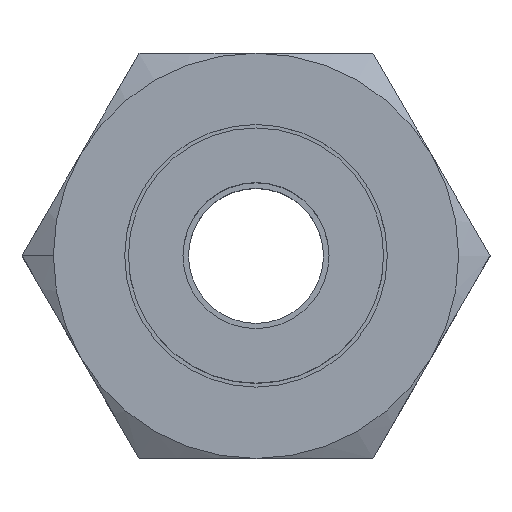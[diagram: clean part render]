
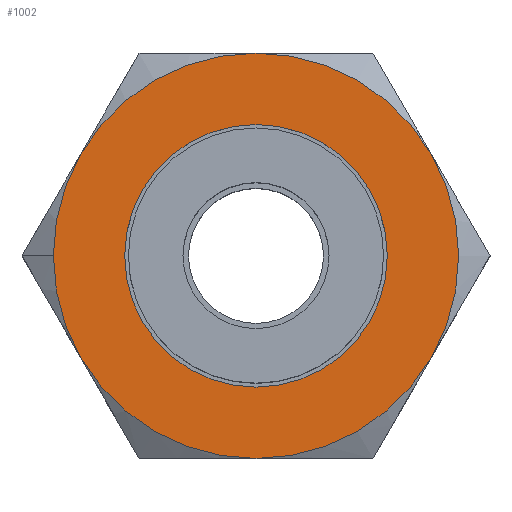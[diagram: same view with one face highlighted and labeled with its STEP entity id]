
A CAD part, top view. The second image highlights one B-rep face of the part: STEP entity #1002.
In plain terms, the highlighted planar face has unit normal (0, 0, 1).
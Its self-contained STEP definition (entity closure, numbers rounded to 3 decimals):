
#2 = CARTESIAN_POINT ( 'NONE',  ( -11.691, -6.75, 6.75 ) ) ;
#3 = CARTESIAN_POINT ( 'NONE',  ( -13.5, 0., 6.75 ) ) ;
#25 = CARTESIAN_POINT ( 'NONE',  ( 0., 0., 6.75 ) ) ;
#28 = DIRECTION ( 'NONE',  ( 1., 0., 0. ) ) ;
#29 = DIRECTION ( 'NONE',  ( 0., 0., 1. ) ) ;
#30 = AXIS2_PLACEMENT_3D ( 'NONE', #25, #29, #28 ) ;
#31 = CIRCLE ( 'NONE', #30, 13.5 ) ;
#759 = EDGE_CURVE ( 'NONE', #826, #760, #1532, .T. ) ;
#760 = VERTEX_POINT ( 'NONE', #1527 ) ;
#826 = VERTEX_POINT ( 'NONE', #1436 ) ;
#909 = EDGE_CURVE ( 'NONE', #910, #1014, #1755, .T. ) ;
#910 = VERTEX_POINT ( 'NONE', #1788 ) ;
#913 = ORIENTED_EDGE ( 'NONE', *, *, #1001, .F. ) ;
#914 = ORIENTED_EDGE ( 'NONE', *, *, #759, .F. ) ;
#915 = EDGE_LOOP ( 'NONE', ( #916, #917, #918, #932, #933, #934, #935 ) ) ;
#916 = ORIENTED_EDGE ( 'NONE', *, *, #964, .T. ) ;
#917 = ORIENTED_EDGE ( 'NONE', *, *, #1043, .T. ) ;
#918 = ORIENTED_EDGE ( 'NONE', *, *, #909, .T. ) ;
#932 = ORIENTED_EDGE ( 'NONE', *, *, #1029, .T. ) ;
#933 = ORIENTED_EDGE ( 'NONE', *, *, #956, .T. ) ;
#934 = ORIENTED_EDGE ( 'NONE', *, *, #1088, .T. ) ;
#935 = ORIENTED_EDGE ( 'NONE', *, *, #971, .T. ) ;
#956 = EDGE_CURVE ( 'NONE', #1015, #957, #2147, .T. ) ;
#957 = VERTEX_POINT ( 'NONE', #2144 ) ;
#962 = VERTEX_POINT ( 'NONE', #2129 ) ;
#964 = EDGE_CURVE ( 'NONE', #976, #962, #2127, .T. ) ;
#971 = EDGE_CURVE ( 'NONE', #972, #976, #2105, .T. ) ;
#972 = VERTEX_POINT ( 'NONE', #2157 ) ;
#976 = VERTEX_POINT ( 'NONE', #2159 ) ;
#1001 = EDGE_CURVE ( 'NONE', #760, #826, #2230, .T. ) ;
#1002 = ADVANCED_FACE ( 'NONE', ( #2225, #2224 ), #2223, .F. ) ;
#1003 = EDGE_LOOP ( 'NONE', ( #913, #914 ) ) ;
#1014 = VERTEX_POINT ( 'NONE', #3 ) ;
#1015 = VERTEX_POINT ( 'NONE', #2 ) ;
#1029 = EDGE_CURVE ( 'NONE', #1014, #1015, #31, .T. ) ;
#1043 = EDGE_CURVE ( 'NONE', #962, #910, #1878, .T. ) ;
#1088 = EDGE_CURVE ( 'NONE', #957, #972, #1947, .T. ) ;
#1436 = CARTESIAN_POINT ( 'NONE',  ( -8.75, 0., 6.75 ) ) ;
#1527 = CARTESIAN_POINT ( 'NONE',  ( 8.75, 0., 6.75 ) ) ;
#1528 = DIRECTION ( 'NONE',  ( 1., 0., 0. ) ) ;
#1529 = DIRECTION ( 'NONE',  ( 0., 0., 1. ) ) ;
#1530 = CARTESIAN_POINT ( 'NONE',  ( 0., 0., 6.75 ) ) ;
#1531 = AXIS2_PLACEMENT_3D ( 'NONE', #1530, #1529, #1528 ) ;
#1532 = CIRCLE ( 'NONE', #1531, 8.75 ) ;
#1751 = DIRECTION ( 'NONE',  ( 1., 0., 0. ) ) ;
#1752 = DIRECTION ( 'NONE',  ( 0., 0., 1. ) ) ;
#1753 = CARTESIAN_POINT ( 'NONE',  ( 0., 0., 6.75 ) ) ;
#1754 = AXIS2_PLACEMENT_3D ( 'NONE', #1753, #1752, #1751 ) ;
#1755 = CIRCLE ( 'NONE', #1754, 13.5 ) ;
#1788 = CARTESIAN_POINT ( 'NONE',  ( -11.691, 6.75, 6.75 ) ) ;
#1877 = AXIS2_PLACEMENT_3D ( 'NONE', #1893, #1892, #1891 ) ;
#1878 = CIRCLE ( 'NONE', #1877, 13.5 ) ;
#1891 = DIRECTION ( 'NONE',  ( 1., 0., 0. ) ) ;
#1892 = DIRECTION ( 'NONE',  ( 0., 0., 1. ) ) ;
#1893 = CARTESIAN_POINT ( 'NONE',  ( 0., 0., 6.75 ) ) ;
#1947 = CIRCLE ( 'NONE', #1961, 13.5 ) ;
#1958 = DIRECTION ( 'NONE',  ( 1., 0., 0. ) ) ;
#1959 = DIRECTION ( 'NONE',  ( 0., 0., 1. ) ) ;
#1960 = CARTESIAN_POINT ( 'NONE',  ( 0., 0., 6.75 ) ) ;
#1961 = AXIS2_PLACEMENT_3D ( 'NONE', #1960, #1959, #1958 ) ;
#2094 = DIRECTION ( 'NONE',  ( 1., 0., 0. ) ) ;
#2095 = DIRECTION ( 'NONE',  ( 0., 0., 1. ) ) ;
#2096 = CARTESIAN_POINT ( 'NONE',  ( 0., 0., 6.75 ) ) ;
#2105 = CIRCLE ( 'NONE', #2108, 13.5 ) ;
#2108 = AXIS2_PLACEMENT_3D ( 'NONE', #2096, #2095, #2094 ) ;
#2115 = DIRECTION ( 'NONE',  ( 1., 0., 0. ) ) ;
#2116 = DIRECTION ( 'NONE',  ( 0., 0., 1. ) ) ;
#2118 = AXIS2_PLACEMENT_3D ( 'NONE', #2133, #2116, #2115 ) ;
#2127 = CIRCLE ( 'NONE', #2118, 13.5 ) ;
#2129 = CARTESIAN_POINT ( 'NONE',  ( 0., 13.5, 6.75 ) ) ;
#2133 = CARTESIAN_POINT ( 'NONE',  ( 0., 0., 6.75 ) ) ;
#2140 = DIRECTION ( 'NONE',  ( 1., 0., 0. ) ) ;
#2141 = DIRECTION ( 'NONE',  ( 0., 0., 1. ) ) ;
#2142 = CARTESIAN_POINT ( 'NONE',  ( 0., 0., 6.75 ) ) ;
#2143 = AXIS2_PLACEMENT_3D ( 'NONE', #2142, #2141, #2140 ) ;
#2144 = CARTESIAN_POINT ( 'NONE',  ( 0., -13.5, 6.75 ) ) ;
#2147 = CIRCLE ( 'NONE', #2143, 13.5 ) ;
#2157 = CARTESIAN_POINT ( 'NONE',  ( 11.691, -6.75, 6.75 ) ) ;
#2159 = CARTESIAN_POINT ( 'NONE',  ( 11.691, 6.75, 6.75 ) ) ;
#2218 = DIRECTION ( 'NONE',  ( -1., 0., 0. ) ) ;
#2219 = DIRECTION ( 'NONE',  ( 0., 0., -1. ) ) ;
#2220 = AXIS2_PLACEMENT_3D ( 'NONE', #2222, #2219, #2218 ) ;
#2222 = CARTESIAN_POINT ( 'NONE',  ( 0., 13.5, 6.75 ) ) ;
#2223 = PLANE ( 'NONE',  #2220 ) ;
#2224 = FACE_OUTER_BOUND ( 'NONE', #915, .T. ) ;
#2225 = FACE_BOUND ( 'NONE', #1003, .T. ) ;
#2226 = DIRECTION ( 'NONE',  ( 1., 0., 0. ) ) ;
#2227 = DIRECTION ( 'NONE',  ( 0., 0., 1. ) ) ;
#2228 = CARTESIAN_POINT ( 'NONE',  ( 0., 0., 6.75 ) ) ;
#2229 = AXIS2_PLACEMENT_3D ( 'NONE', #2228, #2227, #2226 ) ;
#2230 = CIRCLE ( 'NONE', #2229, 8.75 ) ;
